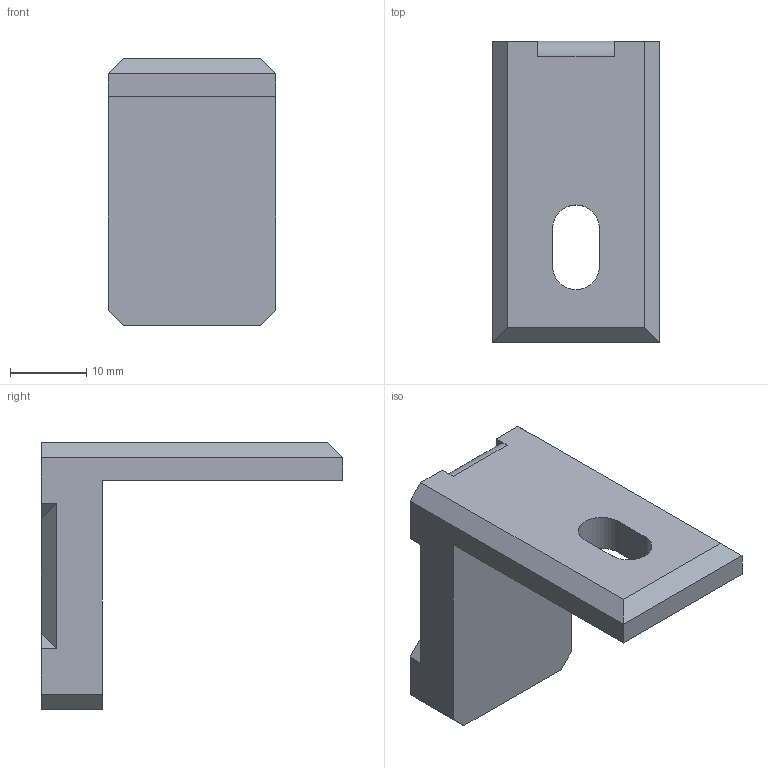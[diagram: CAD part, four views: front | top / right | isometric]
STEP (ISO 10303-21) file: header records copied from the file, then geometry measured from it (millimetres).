
FILE_DESCRIPTION(/* description */ (''),/* implementation_level */ '2;1');
FILE_NAME(/* name */ 'cf9_strain_relief_frame.step.step',/* time_stamp */ '2022-04-25T16:00:02+02:00',/* author */ (''),/* organization */ (''),/* preprocessor_version */ 'ST-DEVELOPER v18.1',/* originating_system */ 'Autodesk Translation Framework v10.14.0.1471',/* authorisation */ '');
FILE_SCHEMA (('AUTOMOTIVE_DESIGN { 1 0 10303 214 3 1 1 }'));
Length unit declared in the file: millimetre
Products named in the file (1): (Unsaved)
Bounding box: 22 x 39.5 x 35 mm (x, y, z)
Volume: 8665.6 mm3; surface area: 4304.8 mm2
Topology: 1 solids, 1 shells, 42 faces, 94 edges, 62 vertices
Faces by surface type: plane 31, cylinder 11
Full cylindrical faces by diameter (mm): 3.2 x4, 4.8 x4
Entity records: 1208 total; most frequent: DIRECTION 202, CARTESIAN_POINT 199, ORIENTED_EDGE 188, EDGE_CURVE 94, LINE 72, VECTOR 72, AXIS2_PLACEMENT_3D 65, VERTEX_POINT 62
